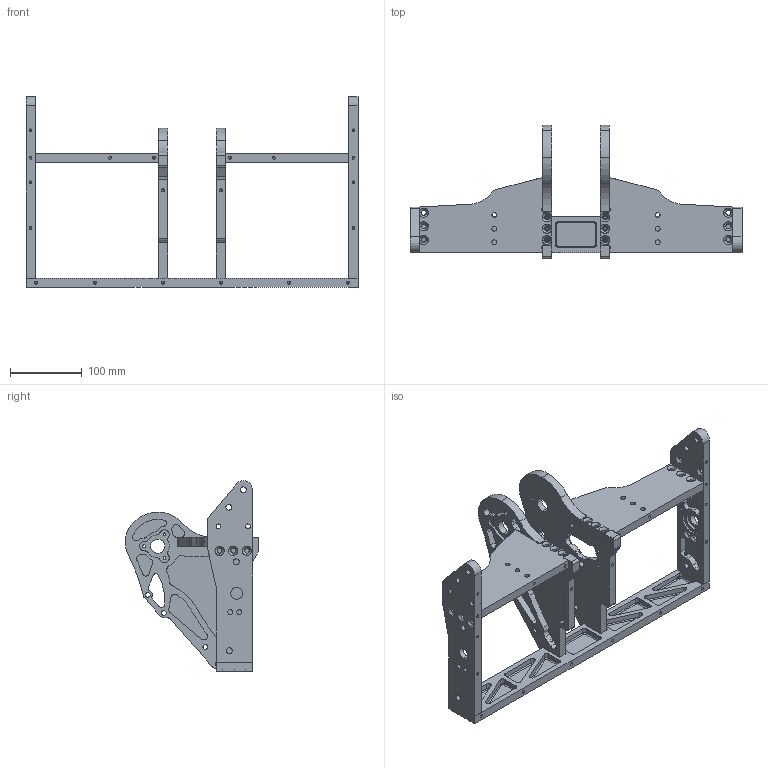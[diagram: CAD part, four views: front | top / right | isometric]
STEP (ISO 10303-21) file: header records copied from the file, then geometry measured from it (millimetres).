
FILE_DESCRIPTION (( 'STEP AP203' ), '1' );
FILE_NAME ('3-14-Frame_Al_30_v1.STEP', '2025-03-14T17:19:09', ( '' ), ( '' ), 'SwSTEP 2.0', 'SolidWorks 2024', '' );
FILE_SCHEMA (( 'CONFIG_CONTROL_DESIGN' ));
Length unit declared in the file: inch
Products named in the file (1): 3-14-Frame_Al_30_v1
Bounding box: 463.55 x 186.85 x 266.06 mm (x, y, z)
Volume: 1027506.1 mm3; surface area: 385216.4 mm2
Topology: 7 solids, 7 shells, 1211 faces, 3289 edges, 2075 vertices
Faces by surface type: cylinder 714, plane 274, cone 191, torus 32
Entity records: 38670 total; most frequent: DIRECTION 7169, CARTESIAN_POINT 6817, ORIENTED_EDGE 6430, EDGE_CURVE 3215, AXIS2_PLACEMENT_3D 2813, VERTEX_POINT 2075, CIRCLE 1601, VECTOR 1543
